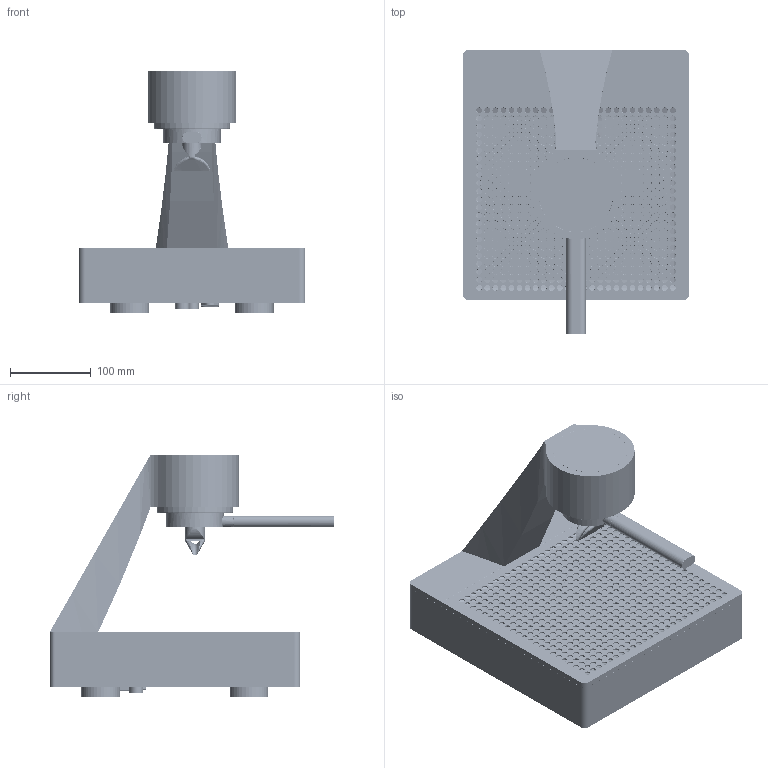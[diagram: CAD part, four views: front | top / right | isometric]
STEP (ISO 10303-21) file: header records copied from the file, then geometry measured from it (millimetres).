
FILE_DESCRIPTION(/* description */ ('Munaco Shotbrewer'),/* implementation_level */ '2;1');
FILE_NAME(/* name */ 'Munaco_Shotbrewer.stp',/* time_stamp */ '2023-07-11T14:38:44+02:00',/* author */ ('Lenovo'),/* organization */ ('Munaco'),/* preprocessor_version */ 'ST-DEVELOPER v19',/* originating_system */ 'Autodesk Inventor 2023',/* authorisation */ '');
FILE_SCHEMA (('CONFIG_CONTROL_DESIGN'));
Products named in the file (5): Munaco_zusammen; Munaco--Shotbrewer; Magic_Portafilter_bodenlos; 2er-Ausguss_ohne_magnet; 2er_Ausguss_ohne_Magnet
Assembly tree (4 placements, depth 3):
  Munaco_zusammen
    Munaco--Shotbrewer
    Magic_Portafilter_bodenlos
    2er-Ausguss_ohne_magnet
      2er_Ausguss_ohne_Magnet
Bounding box: 280 x 352.5 x 301 mm (x, y, z)
Volume: 6351463.9 mm3; surface area: 651860.4 mm2
Topology: 4 solids, 24 shells, 2840 faces, 7350 edges, 4594 vertices
Faces by surface type: torus 1254, cylinder 956, plane 506, bspline 85, cone 22, sphere 17
Full cylindrical faces by diameter (mm): 1.8 x6, 2 x2, 2.013 x3, 2.459 x7, 3 x2, 3.4 x6, 3.5 x2, 4 x2, 4.134 x11, 5.1 x8, 5.5 x5, 6 x4, 6.5 x1, 6.6 x4, 7 x577, 8.1 x2, 8.376 x4, 8.566 x2, 10 x1, 13.5 x1, 17 x2, 24 x1, 40 x4, 47.5 x1, 48 x4, 51 x1, 51.4 x1, 52.3 x1, 53 x1, 57 x1
Entity records: 98515 total; most frequent: CARTESIAN_POINT 20305, DIRECTION 17706, ORIENTED_EDGE 14690, AXIS2_PLACEMENT_3D 7809, EDGE_CURVE 7345, CIRCLE 4995, VERTEX_POINT 4594, EDGE_LOOP 4125
